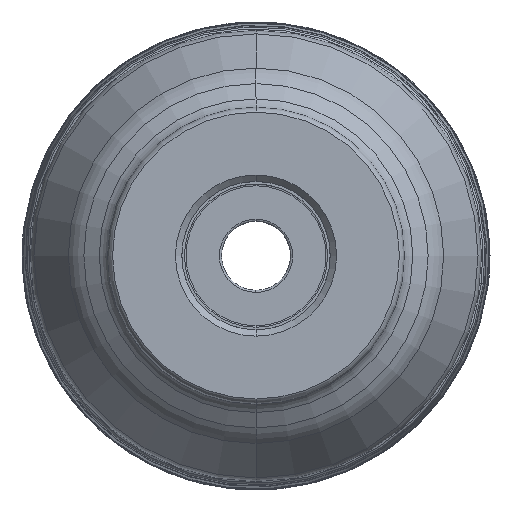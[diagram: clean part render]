
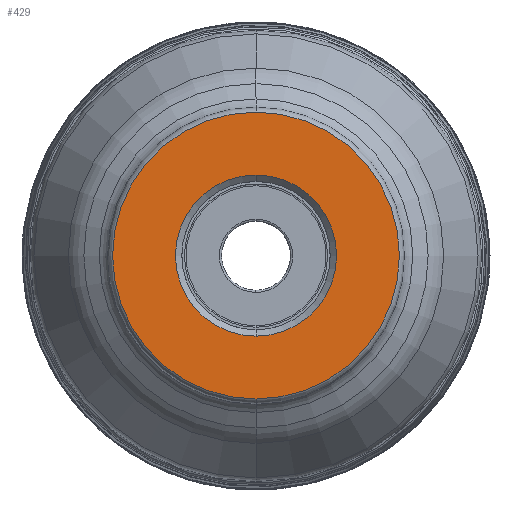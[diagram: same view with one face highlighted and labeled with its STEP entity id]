
A CAD part, top view. The second image highlights one B-rep face of the part: STEP entity #429.
In plain terms, the highlighted planar face has unit normal (0, 0, 1).
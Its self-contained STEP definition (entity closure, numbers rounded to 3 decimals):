
#167=PLANE('',#3936);
#179=FACE_BOUND('',#849,.T.);
#180=FACE_BOUND('',#850,.T.);
#429=ADVANCED_FACE('',(#179,#180),#167,.T.);
#849=EDGE_LOOP('',(#1598,#1599,#1600,#1601));
#850=EDGE_LOOP('',(#1602,#1603));
#1598=ORIENTED_EDGE('',*,*,#2418,.T.);
#1599=ORIENTED_EDGE('',*,*,#2419,.T.);
#1600=ORIENTED_EDGE('',*,*,#2420,.F.);
#1601=ORIENTED_EDGE('',*,*,#2421,.F.);
#1602=ORIENTED_EDGE('',*,*,#2415,.T.);
#1603=ORIENTED_EDGE('',*,*,#2417,.T.);
#1992=VERTEX_POINT('',#7433);
#1993=VERTEX_POINT('',#7435);
#1994=VERTEX_POINT('',#7441);
#1995=VERTEX_POINT('',#7442);
#1996=VERTEX_POINT('',#7444);
#1997=VERTEX_POINT('',#7446);
#2415=EDGE_CURVE('',#1993,#1992,#2943,.T.);
#2417=EDGE_CURVE('',#1992,#1993,#2944,.T.);
#2418=EDGE_CURVE('',#1994,#1995,#2945,.T.);
#2419=EDGE_CURVE('',#1995,#1996,#2946,.T.);
#2420=EDGE_CURVE('',#1997,#1996,#2947,.T.);
#2421=EDGE_CURVE('',#1994,#1997,#2948,.T.);
#2943=CIRCLE('',#3928,15.2);
#2944=CIRCLE('',#3930,15.2);
#2945=CIRCLE('',#3932,27.054);
#2946=CIRCLE('',#3933,27.054);
#2947=CIRCLE('',#3934,27.054);
#2948=CIRCLE('',#3935,27.054);
#3928=AXIS2_PLACEMENT_3D('',#7434,#4994,#4995);
#3930=AXIS2_PLACEMENT_3D('',#7438,#4999,#5000);
#3932=AXIS2_PLACEMENT_3D('',#7440,#5003,#5004);
#3933=AXIS2_PLACEMENT_3D('',#7443,#5005,#5006);
#3934=AXIS2_PLACEMENT_3D('',#7445,#5007,#5008);
#3935=AXIS2_PLACEMENT_3D('',#7447,#5009,#5010);
#3936=AXIS2_PLACEMENT_3D('',#7448,#5011,#5012);
#4994=DIRECTION('',(0.,0.,-1.));
#4995=DIRECTION('',(0.,1.,0.));
#4999=DIRECTION('',(0.,0.,-1.));
#5000=DIRECTION('',(0.,-1.,0.));
#5003=DIRECTION('',(0.,0.,1.));
#5004=DIRECTION('',(-0.001,1.,0.));
#5005=DIRECTION('',(0.,0.,1.));
#5006=DIRECTION('',(0.001,-1.,0.));
#5007=DIRECTION('',(0.,0.,-1.));
#5008=DIRECTION('',(0.001,-1.,0.));
#5009=DIRECTION('',(0.,0.,-1.));
#5010=DIRECTION('',(-0.001,1.,0.));
#5011=DIRECTION('',(0.,0.,1.));
#5012=DIRECTION('',(0.,-1.,0.));
#7433=CARTESIAN_POINT('',(0.,-15.2,0.));
#7434=CARTESIAN_POINT('',(0.,0.,0.));
#7435=CARTESIAN_POINT('',(0.,15.2,0.));
#7438=CARTESIAN_POINT('',(0.,0.,0.));
#7440=CARTESIAN_POINT('',(0.,0.,0.));
#7441=CARTESIAN_POINT('',(-0.016,27.054,0.));
#7442=CARTESIAN_POINT('',(0.,-27.054,0.));
#7443=CARTESIAN_POINT('',(0.,0.,0.));
#7444=CARTESIAN_POINT('',(0.016,-27.054,0.));
#7445=CARTESIAN_POINT('',(0.,0.,0.));
#7446=CARTESIAN_POINT('',(0.,27.054,0.));
#7447=CARTESIAN_POINT('',(0.,0.,0.));
#7448=CARTESIAN_POINT('',(0.,0.,0.));
